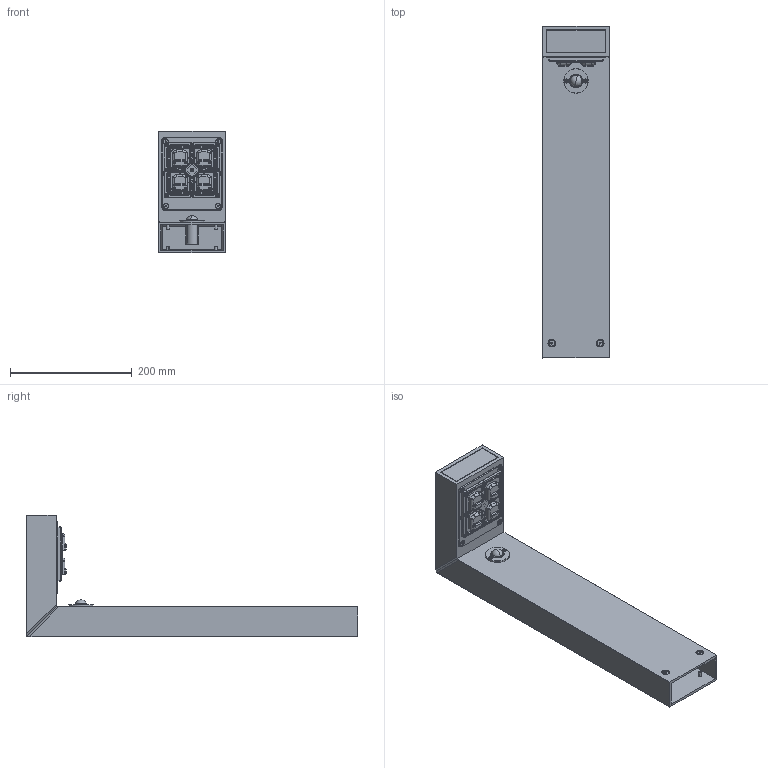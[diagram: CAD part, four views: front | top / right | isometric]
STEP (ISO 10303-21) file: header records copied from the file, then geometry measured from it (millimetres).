
FILE_DESCRIPTION (( 'STEP AP203' ), '1' );
FILE_NAME ('Asker bollard 55.STEP', '2025-10-22T10:38:53', ( '' ), ( '' ), 'SwSTEP 2.0', 'SolidWorks 2024', '' );
FILE_SCHEMA (( 'CONFIG_CONTROL_DESIGN' ));
Length unit declared in the file: millimetre
Products named in the file (16): Asker bollard 55; M9780C_Podkładka mocująca czujnik ruchu_rs_Obr; M97W2_Słupek góra_rs_M167A+845 Osram Cube+Lum EDC 57C 8W; WKR STOZ IMB M3x_rs_M3 x 06; M97W2_Zaślepka_rs_Cube zasl_w3; Wkręt walc imb_M3x_rs_x06; DATENBLATT MD-C 360i6 mini_Czuj ruchu; M97W2_Słupek_rs_M167H_545_PIR_sr; M97W2_KSZT110x50x2_rs_M167H_Słupek 550 W2_Stopa PP+GS; M167_Pokrywa-radiator kpl_rs_xxxM167A; Wkręt walc imb_M3x_rs_x08; SOCZEWKA LEDIL CS15761 STRADA-2X2MX-8-SCL_rs; M167_Pokrywa-radiator_rs_xxxM167A; WKR STOZ IMB M5x_rs_x10; M97W2_KSZT110x50x2 Poz_rs_M167A_845 Osram Cube_Lum EDC 57C 8W; WKR STOZ IMB M4x_rs_x10
Assembly tree (34 placements, depth 4):
  Asker bollard 55
    M97W2_Słupek_rs_M167H_545_PIR_sr
      M97W2_Słupek góra_rs_M167A+845 Osram Cube+Lum EDC 57C 8W
        M97W2_KSZT110x50x2 Poz_rs_M167A_845 Osram Cube_Lum EDC 57C 8W
        M97W2_Zaślepka_rs_Cube zasl_w3
      M97W2_KSZT110x50x2_rs_M167H_Słupek 550 W2_Stopa PP+GS
    M167_Pokrywa-radiator kpl_rs_xxxM167A
      M167_Pokrywa-radiator_rs_xxxM167A
      Wkręt walc imb_M3x_rs_x06  x4
    SOCZEWKA LEDIL CS15761 STRADA-2X2MX-8-SCL_rs
    WKR STOZ IMB M4x_rs_x10  x6
    Wkręt walc imb_M3x_rs_x08  x8
    WKR STOZ IMB M5x_rs_x10  x4
    M9780C_Podkładka mocująca czujnik ruchu_rs_Obr
    WKR STOZ IMB M3x_rs_M3 x 06  x2
    DATENBLATT MD-C 360i6 mini_Czuj ruchu
Bounding box: 110 x 545 x 200 mm (x, y, z)
Volume: 989545.8 mm3; surface area: 490089.3 mm2
Topology: 32 solids, 32 shells, 3720 faces, 9364 edges, 5776 vertices
Faces by surface type: bspline 1256, plane 1178, cylinder 677, cone 553, torus 30, sphere 26
Entity records: 159620 total; most frequent: CARTESIAN_POINT 91376, ORIENTED_EDGE 16212, DIRECTION 9656, EDGE_CURVE 8106, VERTEX_POINT 5101, B_SPLINE_CURVE_WITH_KNOTS 3682, AXIS2_PLACEMENT_3D 3521, EDGE_LOOP 3475
